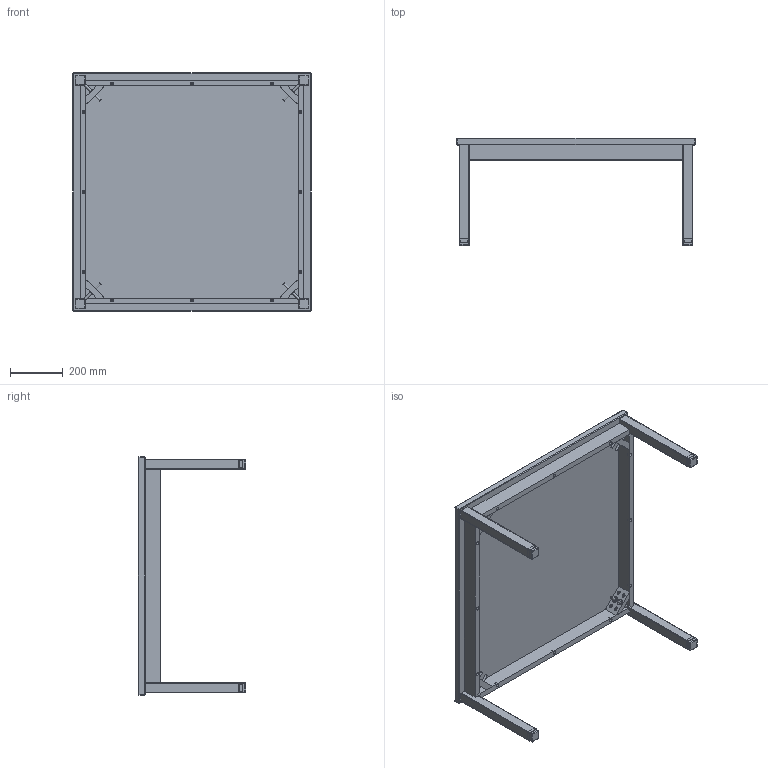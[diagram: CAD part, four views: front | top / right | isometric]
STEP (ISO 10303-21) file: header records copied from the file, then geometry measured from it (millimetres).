
FILE_DESCRIPTION(/* description */ ('LAMINATE TOP PANEL'),/* implementation_level */ '2;1');
FILE_NAME(/* name */ 'KOT3636.stp',/* time_stamp */ '2015-04-08T07:38:22-04:00',/* author */ ('jbosley'),/* organization */ (''),/* preprocessor_version */ 'ST-DEVELOPER v15.6',/* originating_system */ 'Autodesk Inventor 2015',/* authorisation */ '');
FILE_SCHEMA (('AUTOMOTIVE_DESIGN { 1 0 10303 214 3 1 1 }'));
Length unit declared in the file: inch
Products named in the file (8): TOP B 4 042L; GRT-04; CB 0T7; 8X1 QUAD DT; KOT3636 FRM; KOT 14.5 BRZ; ECM10 TFP; KOT3636 stp
Bounding box: 901.7 x 406.4 x 901.7 mm (x, y, z)
Volume: 25693276.8 mm3; surface area: 2794992.2 mm2
Topology: 33 solids, 33 shells, 758 faces, 1776 edges, 1112 vertices
Faces by surface type: plane 442, cylinder 228, cone 48, sphere 24, torus 16
Full cylindrical faces by diameter (mm): 4.166 x16, 4.762 x28, 7.938 x8, 8.179 x16, 9.525 x16, 11.112 x8, 12.7 x12, 22.225 x8
Entity records: 4596 total; most frequent: DIRECTION 826, CARTESIAN_POINT 789, ORIENTED_EDGE 636, AXIS2_PLACEMENT_3D 327, EDGE_CURVE 318, EDGE_LOOP 206, VERTEX_POINT 206, LINE 172
